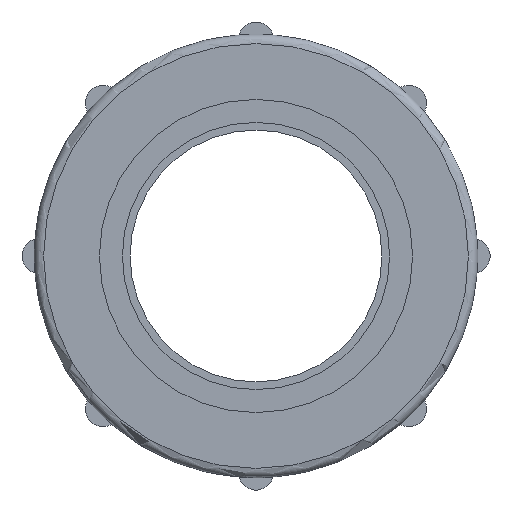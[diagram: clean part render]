
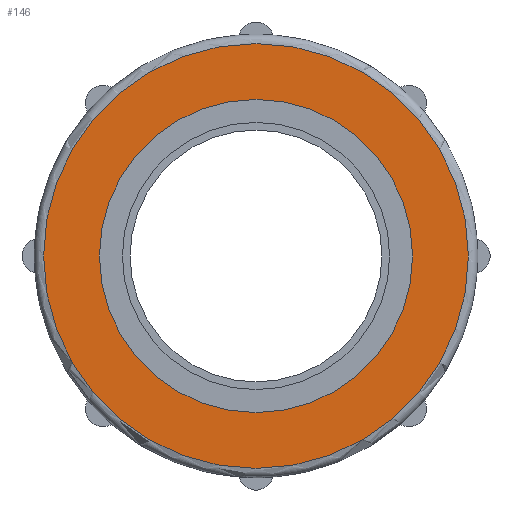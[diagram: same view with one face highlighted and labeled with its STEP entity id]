
A CAD part, left-side view. The second image highlights one B-rep face of the part: STEP entity #146.
In plain terms, the highlighted planar face has unit normal (-1, 0, 0).
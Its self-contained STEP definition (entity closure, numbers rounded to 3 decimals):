
#146 = ADVANCED_FACE( '', ( #313, #314 ), #315, .T. );
#313 = FACE_BOUND( '', #496, .T. );
#314 = FACE_OUTER_BOUND( '', #497, .T. );
#315 = PLANE( '', #498 );
#496 = EDGE_LOOP( '', ( #828 ) );
#497 = EDGE_LOOP( '', ( #829 ) );
#498 = AXIS2_PLACEMENT_3D( '', #830, #831, #832 );
#828 = ORIENTED_EDGE( '', *, *, #1084, .T. );
#829 = ORIENTED_EDGE( '', *, *, #1061, .F. );
#830 = CARTESIAN_POINT( '', ( -13.833, 39.75, 0. ) );
#831 = DIRECTION( '', ( -1., 0., 0. ) );
#832 = DIRECTION( '', ( 0., 0., 1. ) );
#1061 = EDGE_CURVE( '', #1263, #1263, #1264, .T. );
#1084 = EDGE_CURVE( '', #1291, #1291, #1292, .T. );
#1263 = VERTEX_POINT( '', #1623 );
#1264 = CIRCLE( '', #1624, 39.75 );
#1291 = VERTEX_POINT( '', #1655 );
#1292 = CIRCLE( '', #1656, 29.3 );
#1623 = CARTESIAN_POINT( '', ( -13.833, 0., -39.75 ) );
#1624 = AXIS2_PLACEMENT_3D( '', #1859, #1860, #1861 );
#1655 = CARTESIAN_POINT( '', ( -13.833, 0., -29.3 ) );
#1656 = AXIS2_PLACEMENT_3D( '', #1899, #1900, #1901 );
#1859 = CARTESIAN_POINT( '', ( -13.833, 0., 0. ) );
#1860 = DIRECTION( '', ( 1., 0., 0. ) );
#1861 = DIRECTION( '', ( 0., 0., -1. ) );
#1899 = CARTESIAN_POINT( '', ( -13.833, 0., 0. ) );
#1900 = DIRECTION( '', ( 1., 0., 0. ) );
#1901 = DIRECTION( '', ( 0., 0., -1. ) );
